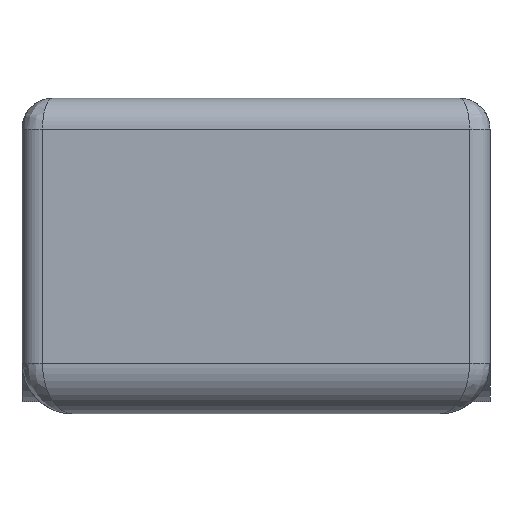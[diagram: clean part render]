
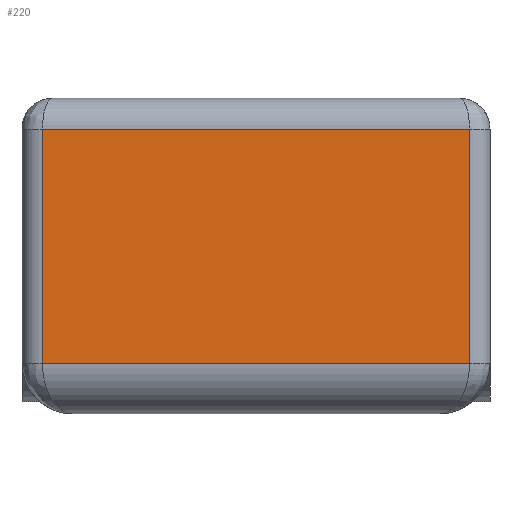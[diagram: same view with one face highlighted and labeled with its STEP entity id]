
A CAD part, front view. The second image highlights one B-rep face of the part: STEP entity #220.
In plain terms, the highlighted planar face has unit normal (0, -1, 0).
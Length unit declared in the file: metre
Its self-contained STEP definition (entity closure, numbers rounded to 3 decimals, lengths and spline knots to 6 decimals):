
#220=ADVANCED_FACE('0:199',(#402),#403,.T.);
#402=FACE_OUTER_BOUND('',#678,.T.);
#403=PLANE('',#679);
#678=EDGE_LOOP('',(#1026,#1027,#1028,#1029));
#679=AXIS2_PLACEMENT_3D('',#1030,#1031,#1032);
#1026=ORIENTED_EDGE('',*,*,#1359,.F.);
#1027=ORIENTED_EDGE('',*,*,#1332,.F.);
#1028=ORIENTED_EDGE('',*,*,#1360,.F.);
#1029=ORIENTED_EDGE('',*,*,#1361,.F.);
#1030=CARTESIAN_POINT('',(0.0,-0.000835,0.000053));
#1031=DIRECTION('',(0.0,-1.0,0.0));
#1032=DIRECTION('',(0.0,0.0,1.0));
#1332=EDGE_CURVE('0:250',#1514,#1507,#1517,.T.);
#1359=EDGE_CURVE('0:310',#1507,#1525,#1558,.F.);
#1360=EDGE_CURVE('0:313',#1540,#1514,#1559,.T.);
#1361=EDGE_CURVE('0:316',#1525,#1540,#1560,.T.);
#1507=VERTEX_POINT('',#1751);
#1514=VERTEX_POINT('',#1758);
#1517=LINE('',#1761,#1762);
#1525=VERTEX_POINT('',#1771);
#1540=VERTEX_POINT('',#1788);
#1558=LINE('',#1817,#1818);
#1559=LINE('',#1819,#1820);
#1560=LINE('',#1821,#1822);
#1751=CARTESIAN_POINT('',(-0.000365,-0.000835,-0.0004));
#1758=CARTESIAN_POINT('',(0.000365,-0.000835,-0.0004));
#1761=CARTESIAN_POINT('',(0.0,-0.000835,-0.0004));
#1762=VECTOR('',#2022,1.0);
#1771=CARTESIAN_POINT('',(-0.000365,-0.000835,0.0));
#1788=CARTESIAN_POINT('',(0.000365,-0.000835,0.0));
#1817=CARTESIAN_POINT('',(-0.000365,-0.000835,0.000053));
#1818=VECTOR('',#2058,1.0);
#1819=CARTESIAN_POINT('',(0.000365,-0.000835,0.000053));
#1820=VECTOR('',#2059,1.0);
#1821=CARTESIAN_POINT('',(0.0,-0.000835,0.0));
#1822=VECTOR('',#2060,1.0);
#2022=DIRECTION('',(-1.0,0.0,0.0));
#2058=DIRECTION('',(0.0,0.0,-1.0));
#2059=DIRECTION('',(0.0,0.0,-1.0));
#2060=DIRECTION('',(1.0,0.0,0.0));
